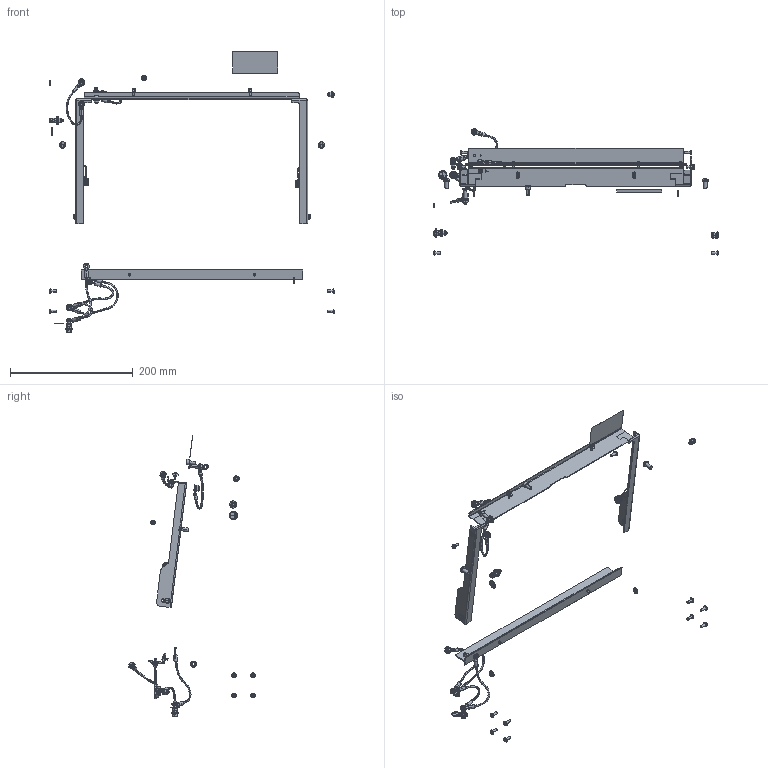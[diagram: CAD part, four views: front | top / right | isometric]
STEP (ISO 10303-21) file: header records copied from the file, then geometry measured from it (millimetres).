
FILE_DESCRIPTION (( 'STEP AP214' ), '1' );
FILE_NAME ('INGUN_112472.STEP', '2021-12-10T10:42:41', ( '' ), ( '' ), 'SwSTEP 2.0', 'SolidWorks 2018', '' );
FILE_SCHEMA (( 'AUTOMOTIVE_DESIGN' ));
Length unit declared in the file: millimetre
Products named in the file (45): 112249~1_Einbau_03 <S>; 112142~3_SLV - MA 2112 <S>; ISO7380~n_M06,0x012; 38789~0_S; DIN985-A2~n_M05,0; DIN985-A2~n_M04,0; 19141~0_30 Grad <S>; 112128~0_Einbau_02 <S>; 9286~0; 112249~1_Einbau_01 <S>; ISO7380~n_M04,0x010; ASR~-a-s-r_拱08,2x02x拌12; 39859~2_Einbau_03 <S>; DIN934~n_M04,0; 112128~0_Einbau_01 <S>; 37675~0_S; DIN913~n_M03,0x12; 112128~0_39857_Einbau_02 <S>; ISO7380~n_M04,0x020; DIN923~n_M04x04; 34619~0_15 Grad <S>; 39348~3_S; 39859~2_Einbau_02 <S>; DIN125~n_06,4 M06,0 Fase; 112007~0_detailliert <S>; ISO7380~n_M04,0x016; DIN7991~n_M05,0x025; 19141~0_15 Grad <S>; 39857~2_Einbau_02 <S>; 112128~0_39857_Einbau_01 <S>; 112128~0_Einbau_03 <S>; 111823~4_S; DIN912~n_M05,0x010; 3283~0; 112128~0_39857_Einbau_03 <S>; 50857~0_S; ISO7380~n_M03,0x008; 112340~1_Einbau <S>; 37135~0; DIN125~n_04,3 M04,0 ...
Assembly tree (109 placements, depth 4):
  INGUN_112472
    39348~3_S
    50857~0_S
    111823~4_S
    112142~3_SLV - MA 2112 <S>
      37675~0_S  x2
      37135~0
      39857~2_Einbau_02 <S>
        34619~0_15 Grad <S>  x2
        112128~0_39857_Einbau_02 <S>
      112249~1_Einbau_03 <S>
        19141~0_15 Grad <S>  x2
        112128~0_39857_Einbau_03 <S>
      112249~1_Einbau_01 <S>
        19141~0_15 Grad <S>
        19141~0_30 Grad <S>
        112128~0_39857_Einbau_01 <S>
      39859~2_Einbau_01 <S>
        19141~0_15 Grad <S>  x2
        112128~0_Einbau_01 <S>
      39859~2_Einbau_02 <S>
        19141~0_15 Grad <S>  x2
        112128~0_Einbau_02 <S>
      39859~2_Einbau_03 <S>
        19141~0_15 Grad <S>  x3
        112128~0_Einbau_03 <S>
      110222~0_detailliert <S>  x11
      112007~0_detailliert <S>  x4
      38789~0_S  x4
      DIN923~n_M04x04  x2
      ISO7380~n_M03,0x008  x2
      ISO7380~n_M04,0x010  x13
      ISO7380~n_M04,0x020  x2
      ISO7380~n_M04,0x016
      DIN7991~n_M05,0x025
      DIN913~n_M03,0x12  x2
      DIN934~n_M04,0  x4
      DIN985-A2~n_M04,0  x5
      DIN985-A2~n_M05,0  x2
      3283~0  x4
      DIN125~n_04,3 M04,0  x5
      DIN125~n_05,3 M05,0 Fase
      DIN125~n_06,4 M06,0 Fase  x2
      9286~0
      DIN912~n_M05,0x010
      ISO7380~n_M06,0x012  x2
      112341~1_Einbau <S>
      112340~1_Einbau <S>
      ASR~-a-s-r_拱08,2x02x拌12  x4
    ISO7380~n_M03,0x008  x2
Bounding box: 464.4 x 206.12 x 458.77 mm (x, y, z)
Volume: 90666.4 mm3; surface area: 128861.3 mm2
Topology: 130 solids, 130 shells, 3936 faces, 10327 edges, 6706 vertices
Faces by surface type: plane 1178, cylinder 953, bspline 930, cone 739, torus 136
Entity records: 44453 total; most frequent: CARTESIAN_POINT 14802, DIRECTION 5819, ORIENTED_EDGE 5708, EDGE_CURVE 2854, AXIS2_PLACEMENT_3D 2298, VERTEX_POINT 1811, EDGE_LOOP 1239, LINE 1223
